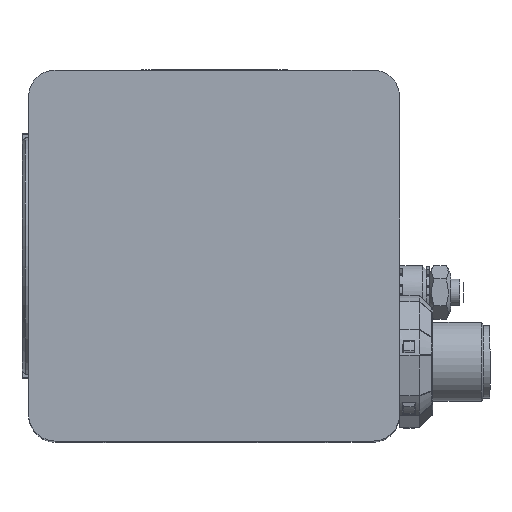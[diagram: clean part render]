
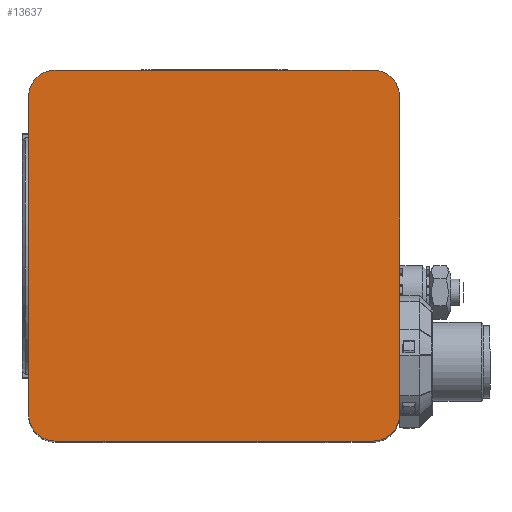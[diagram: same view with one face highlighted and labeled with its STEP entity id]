
A CAD part, top view. The second image highlights one B-rep face of the part: STEP entity #13637.
In plain terms, the highlighted planar face has unit normal (0, 0, 1).
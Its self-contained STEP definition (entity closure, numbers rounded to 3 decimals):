
#479=CIRCLE('',#14259,4.);
#517=CIRCLE('',#14299,4.);
#770=CIRCLE('',#14810,4.);
#771=CIRCLE('',#14811,4.);
#1307=FACE_OUTER_BOUND('',#2062,.T.);
#2062=EDGE_LOOP('',(#10232,#10233,#10234,#10235,#10236,#10237,#10238,#10239));
#2638=LINE('',#19215,#3754);
#2662=LINE('',#19338,#3778);
#2932=LINE('',#20927,#4048);
#2933=LINE('',#20931,#4049);
#3754=VECTOR('',#15736,10.);
#3778=VECTOR('',#15840,10.);
#4048=VECTOR('',#17128,10.);
#4049=VECTOR('',#17131,10.);
#5241=VERTEX_POINT('',#19207);
#5242=VERTEX_POINT('',#19209);
#5243=VERTEX_POINT('',#19213);
#5301=VERTEX_POINT('',#19332);
#5302=VERTEX_POINT('',#19336);
#5665=VERTEX_POINT('',#20926);
#5666=VERTEX_POINT('',#20928);
#5667=VERTEX_POINT('',#20930);
#6639=EDGE_CURVE('',#5242,#5241,#479,.T.);
#6642=EDGE_CURVE('',#5241,#5243,#2638,.T.);
#6702=EDGE_CURVE('',#5243,#5301,#517,.T.);
#6704=EDGE_CURVE('',#5301,#5302,#2662,.T.);
#7302=EDGE_CURVE('',#5665,#5242,#2932,.T.);
#7303=EDGE_CURVE('',#5302,#5666,#770,.T.);
#7304=EDGE_CURVE('',#5666,#5667,#2933,.T.);
#7305=EDGE_CURVE('',#5667,#5665,#771,.T.);
#10232=ORIENTED_EDGE('',*,*,#7302,.T.);
#10233=ORIENTED_EDGE('',*,*,#6639,.T.);
#10234=ORIENTED_EDGE('',*,*,#6642,.T.);
#10235=ORIENTED_EDGE('',*,*,#6702,.T.);
#10236=ORIENTED_EDGE('',*,*,#6704,.T.);
#10237=ORIENTED_EDGE('',*,*,#7303,.T.);
#10238=ORIENTED_EDGE('',*,*,#7304,.T.);
#10239=ORIENTED_EDGE('',*,*,#7305,.T.);
#12348=PLANE('',#14809);
#13637=ADVANCED_FACE('',(#1307),#12348,.F.);
#14259=AXIS2_PLACEMENT_3D('',#19210,#15730,#15731);
#14299=AXIS2_PLACEMENT_3D('',#19334,#15835,#15836);
#14809=AXIS2_PLACEMENT_3D('',#20925,#17126,#17127);
#14810=AXIS2_PLACEMENT_3D('',#20929,#17129,#17130);
#14811=AXIS2_PLACEMENT_3D('',#20932,#17132,#17133);
#15730=DIRECTION('center_axis',(0.,0.,
1.));
#15731=DIRECTION('ref_axis',(-1.,0.,0.));
#15736=DIRECTION('',(0.,1.,0.));
#15835=DIRECTION('center_axis',(0.,0.,
1.));
#15836=DIRECTION('ref_axis',(0.,-1.,0.));
#15840=DIRECTION('',(-1.,0.,0.));
#17126=DIRECTION('center_axis',(0.,0.,
-1.));
#17127=DIRECTION('ref_axis',(1.,0.,0.));
#17128=DIRECTION('',(1.,0.,0.));
#17129=DIRECTION('center_axis',(0.,0.,
1.));
#17130=DIRECTION('ref_axis',(1.,0.,0.));
#17131=DIRECTION('',(0.,-1.,0.));
#17132=DIRECTION('center_axis',(0.,0.,
1.));
#17133=DIRECTION('ref_axis',(0.,1.,0.));
#19207=CARTESIAN_POINT('',(66.,4.,108.));
#19209=CARTESIAN_POINT('',(62.,0.,108.));
#19210=CARTESIAN_POINT('Origin',(62.,4.,108.));
#19213=CARTESIAN_POINT('',(66.,52.,108.));
#19215=CARTESIAN_POINT('',(66.,4.,108.));
#19332=CARTESIAN_POINT('',(62.,56.,108.));
#19334=CARTESIAN_POINT('Origin',(62.,52.,108.));
#19336=CARTESIAN_POINT('',(14.,56.,108.));
#19338=CARTESIAN_POINT('',(62.,56.,108.));
#20925=CARTESIAN_POINT('Origin',(38.,28.,108.));
#20926=CARTESIAN_POINT('',(14.,0.,108.));
#20927=CARTESIAN_POINT('',(14.,0.,108.));
#20928=CARTESIAN_POINT('',(10.,52.,108.));
#20929=CARTESIAN_POINT('Origin',(14.,52.,108.));
#20930=CARTESIAN_POINT('',(10.,4.,108.));
#20931=CARTESIAN_POINT('',(10.,52.,108.));
#20932=CARTESIAN_POINT('Origin',(14.,4.,108.));
